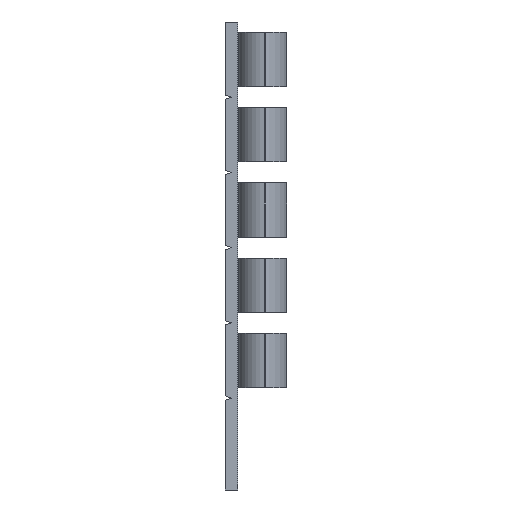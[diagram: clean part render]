
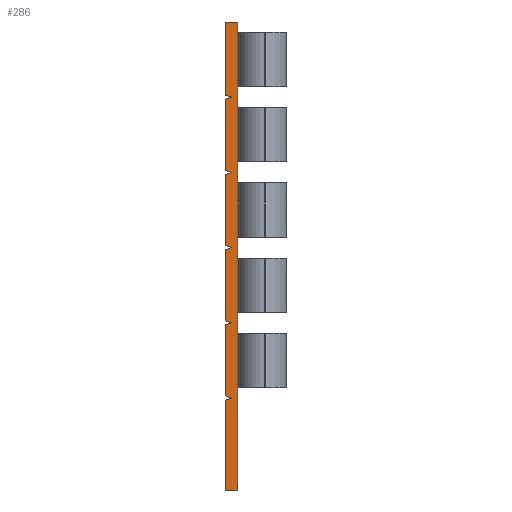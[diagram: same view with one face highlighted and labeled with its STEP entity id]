
A CAD part, left-side view. The second image highlights one B-rep face of the part: STEP entity #286.
In plain terms, the highlighted planar face has unit normal (-1, 0, 0).
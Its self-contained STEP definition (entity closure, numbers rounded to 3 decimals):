
#286=ADVANCED_FACE('NONE',(#696),#697,.F.);
#696=FACE_OUTER_BOUND('',#1207,.T.);
#697=PLANE('',#1208);
#1207=EDGE_LOOP('',(#2049,#2050,#2051,#2052,#2053,#2054,#2055,#2056,#2057,#2058,#2059,#2060,#2061,#2062,#2063,#2064,#2065,#2066,#2067));
#1208=AXIS2_PLACEMENT_3D('',#2068,#2069,#2070);
#2049=ORIENTED_EDGE('',*,*,#3210,.F.);
#2050=ORIENTED_EDGE('',*,*,#3264,.T.);
#2051=ORIENTED_EDGE('',*,*,#3074,.T.);
#2052=ORIENTED_EDGE('',*,*,#3265,.F.);
#2053=ORIENTED_EDGE('',*,*,#3266,.F.);
#2054=ORIENTED_EDGE('',*,*,#3267,.F.);
#2055=ORIENTED_EDGE('',*,*,#3268,.F.);
#2056=ORIENTED_EDGE('',*,*,#3269,.F.);
#2057=ORIENTED_EDGE('',*,*,#3252,.F.);
#2058=ORIENTED_EDGE('',*,*,#3255,.F.);
#2059=ORIENTED_EDGE('',*,*,#3246,.F.);
#2060=ORIENTED_EDGE('',*,*,#3240,.F.);
#2061=ORIENTED_EDGE('',*,*,#3243,.F.);
#2062=ORIENTED_EDGE('',*,*,#3234,.F.);
#2063=ORIENTED_EDGE('',*,*,#3228,.F.);
#2064=ORIENTED_EDGE('',*,*,#3231,.F.);
#2065=ORIENTED_EDGE('',*,*,#3222,.F.);
#2066=ORIENTED_EDGE('',*,*,#3216,.F.);
#2067=ORIENTED_EDGE('',*,*,#3219,.F.);
#2068=CARTESIAN_POINT('',(0.,7.371,56.0));
#2069=DIRECTION('',(1.0,0.0,0.0));
#2070=DIRECTION('',(0.0,1.0,0.0));
#3074=EDGE_CURVE('NONE',#3680,#3678,#3681,.T.);
#3210=EDGE_CURVE('NONE',#3910,#3912,#3913,.T.);
#3216=EDGE_CURVE('NONE',#3921,#3916,#3923,.T.);
#3219=EDGE_CURVE('NONE',#3912,#3921,#3926,.T.);
#3222=EDGE_CURVE('NONE',#3916,#3930,#3931,.T.);
#3228=EDGE_CURVE('NONE',#3939,#3934,#3941,.T.);
#3231=EDGE_CURVE('NONE',#3930,#3939,#3944,.T.);
#3234=EDGE_CURVE('NONE',#3934,#3948,#3949,.T.);
#3240=EDGE_CURVE('NONE',#3957,#3952,#3959,.T.);
#3243=EDGE_CURVE('NONE',#3948,#3957,#3962,.T.);
#3246=EDGE_CURVE('NONE',#3952,#3966,#3967,.T.);
#3252=EDGE_CURVE('NONE',#3975,#3970,#3977,.T.);
#3255=EDGE_CURVE('NONE',#3966,#3975,#3980,.T.);
#3264=EDGE_CURVE('NONE',#3910,#3680,#3993,.T.);
#3265=EDGE_CURVE('NONE',#3994,#3678,#3995,.T.);
#3266=EDGE_CURVE('NONE',#3996,#3994,#3997,.T.);
#3267=EDGE_CURVE('NONE',#3998,#3996,#3999,.T.);
#3268=EDGE_CURVE('NONE',#4000,#3998,#4001,.T.);
#3269=EDGE_CURVE('NONE',#3970,#4000,#4002,.T.);
#3678=VERTEX_POINT('NONE',#4572);
#3680=VERTEX_POINT('NONE',#4575);
#3681=LINE('',#4576,#4577);
#3910=VERTEX_POINT('NONE',#4906);
#3912=VERTEX_POINT('NONE',#4909);
#3913=LINE('',#4910,#4911);
#3916=VERTEX_POINT('NONE',#4915);
#3921=VERTEX_POINT('NONE',#4922);
#3923=LINE('',#4925,#4926);
#3926=LINE('',#4930,#4931);
#3930=VERTEX_POINT('NONE',#4936);
#3931=LINE('',#4937,#4938);
#3934=VERTEX_POINT('NONE',#4942);
#3939=VERTEX_POINT('NONE',#4949);
#3941=LINE('',#4952,#4953);
#3944=LINE('',#4957,#4958);
#3948=VERTEX_POINT('NONE',#4963);
#3949=LINE('',#4964,#4965);
#3952=VERTEX_POINT('NONE',#4969);
#3957=VERTEX_POINT('NONE',#4976);
#3959=LINE('',#4979,#4980);
#3962=LINE('',#4984,#4985);
#3966=VERTEX_POINT('NONE',#4990);
#3967=LINE('',#4991,#4992);
#3970=VERTEX_POINT('NONE',#4996);
#3975=VERTEX_POINT('NONE',#5003);
#3977=LINE('',#5006,#5007);
#3980=LINE('',#5011,#5012);
#3993=LINE('',#5031,#5032);
#3994=VERTEX_POINT('NONE',#5033);
#3995=LINE('',#5034,#5035);
#3996=VERTEX_POINT('NONE',#5036);
#3997=LINE('',#5037,#5038);
#3998=VERTEX_POINT('NONE',#5039);
#3999=LINE('',#5040,#5041);
#4000=VERTEX_POINT('NONE',#5042);
#4001=LINE('',#5043,#5044);
#4002=LINE('',#5045,#5046);
#4572=CARTESIAN_POINT('',(0.,5.871,56.0));
#4575=CARTESIAN_POINT('',(0.,5.871,0.0));
#4576=CARTESIAN_POINT('',(0.,5.871,56.0));
#4577=VECTOR('',#5668,1000.0);
#4906=CARTESIAN_POINT('',(0.,7.371,0.0));
#4909=CARTESIAN_POINT('',(0.0,7.371,10.75));
#4910=CARTESIAN_POINT('',(0.,7.371,56.0));
#4911=VECTOR('',#5806,1000.0);
#4915=CARTESIAN_POINT('',(0.,7.371,11.25));
#4922=CARTESIAN_POINT('',(0.,6.621,11.0));
#4925=CARTESIAN_POINT('',(0.,9.996,12.125));
#4926=VECTOR('',#5811,1000.0);
#4930=CARTESIAN_POINT('',(0.,4.596,11.675));
#4931=VECTOR('',#5813,1000.0);
#4936=CARTESIAN_POINT('',(0.0,7.371,19.75));
#4937=CARTESIAN_POINT('',(0.,7.371,56.0));
#4938=VECTOR('',#5815,1000.0);
#4942=CARTESIAN_POINT('',(0.,7.371,20.25));
#4949=CARTESIAN_POINT('',(0.,6.621,20.0));
#4952=CARTESIAN_POINT('',(0.,9.996,21.125));
#4953=VECTOR('',#5820,1000.0);
#4957=CARTESIAN_POINT('',(0.,4.596,20.675));
#4958=VECTOR('',#5822,1000.0);
#4963=CARTESIAN_POINT('',(0.0,7.371,28.75));
#4964=CARTESIAN_POINT('',(0.,7.371,56.0));
#4965=VECTOR('',#5824,1000.0);
#4969=CARTESIAN_POINT('',(0.,7.371,29.25));
#4976=CARTESIAN_POINT('',(0.,6.621,29.0));
#4979=CARTESIAN_POINT('',(0.,9.996,30.125));
#4980=VECTOR('',#5829,1000.0);
#4984=CARTESIAN_POINT('',(0.,4.596,29.675));
#4985=VECTOR('',#5831,1000.0);
#4990=CARTESIAN_POINT('',(0.0,7.371,37.75));
#4991=CARTESIAN_POINT('',(0.,7.371,56.0));
#4992=VECTOR('',#5833,1000.0);
#4996=CARTESIAN_POINT('',(0.,7.371,38.25));
#5003=CARTESIAN_POINT('',(0.,6.621,38.0));
#5006=CARTESIAN_POINT('',(0.,9.996,39.125));
#5007=VECTOR('',#5838,1000.0);
#5011=CARTESIAN_POINT('',(0.,4.596,38.675));
#5012=VECTOR('',#5840,1000.0);
#5031=CARTESIAN_POINT('',(0.,7.371,0.0));
#5032=VECTOR('',#5847,1000.0);
#5033=CARTESIAN_POINT('',(0.,7.371,56.0));
#5034=CARTESIAN_POINT('',(0.,7.371,56.0));
#5035=VECTOR('',#5848,1000.0);
#5036=CARTESIAN_POINT('',(0.,7.371,47.25));
#5037=CARTESIAN_POINT('',(0.,7.371,56.0));
#5038=VECTOR('',#5849,1000.0);
#5039=CARTESIAN_POINT('',(0.,6.621,47.0));
#5040=CARTESIAN_POINT('',(0.,9.996,48.125));
#5041=VECTOR('',#5850,1000.0);
#5042=CARTESIAN_POINT('',(0.0,7.371,46.75));
#5043=CARTESIAN_POINT('',(0.,4.596,47.675));
#5044=VECTOR('',#5851,1000.0);
#5045=CARTESIAN_POINT('',(0.,7.371,56.0));
#5046=VECTOR('',#5852,1000.0);
#5668=DIRECTION('',(0.0,0.0,1.0));
#5806=DIRECTION('',(0.0,0.0,1.0));
#5811=DIRECTION('',(0.0,0.949,0.316));
#5813=DIRECTION('',(0.0,-0.949,0.316));
#5815=DIRECTION('',(0.0,0.0,1.0));
#5820=DIRECTION('',(0.0,0.949,0.316));
#5822=DIRECTION('',(0.0,-0.949,0.316));
#5824=DIRECTION('',(0.0,0.0,1.0));
#5829=DIRECTION('',(0.0,0.949,0.316));
#5831=DIRECTION('',(0.0,-0.949,0.316));
#5833=DIRECTION('',(0.0,0.0,1.0));
#5838=DIRECTION('',(0.0,0.949,0.316));
#5840=DIRECTION('',(0.0,-0.949,0.316));
#5847=DIRECTION('',(-0.0,-1.0,-0.0));
#5848=DIRECTION('',(-0.0,-1.0,-0.0));
#5849=DIRECTION('',(0.0,0.0,1.0));
#5850=DIRECTION('',(0.0,0.949,0.316));
#5851=DIRECTION('',(0.0,-0.949,0.316));
#5852=DIRECTION('',(0.0,0.0,1.0));
